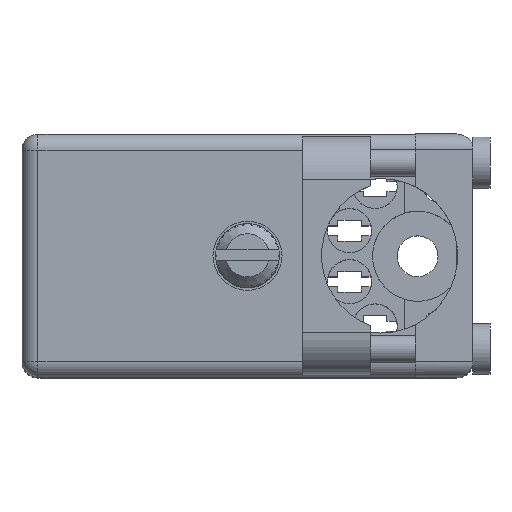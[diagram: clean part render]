
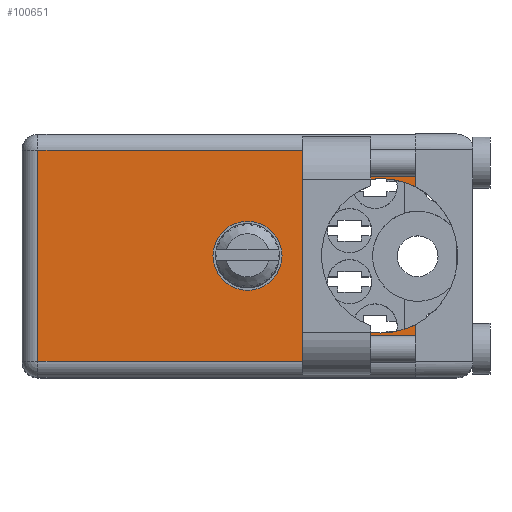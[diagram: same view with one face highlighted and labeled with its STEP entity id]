
A CAD part, top view. The second image highlights one B-rep face of the part: STEP entity #100651.
In plain terms, the highlighted face is planar.
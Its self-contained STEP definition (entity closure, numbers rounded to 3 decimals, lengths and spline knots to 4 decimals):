
#2144 = EDGE_CURVE ( 'NONE', #65676, #76473, #83259, .T. ) ;
#3608 = VECTOR ( 'NONE', #165961, 39.3701 ) ;
#4527 = CARTESIAN_POINT ( 'NONE',  ( 0.3905, 0.806, 0. ) ) ;
#5145 = DIRECTION ( 'NONE',  ( 0., 1., 0. ) ) ;
#6136 = DIRECTION ( 'NONE',  ( 0., 0., 1. ) ) ;
#6488 = DIRECTION ( 'NONE',  ( 0., 0., 1. ) ) ;
#10250 = LINE ( 'NONE', #65299, #3608 ) ;
#12607 = CARTESIAN_POINT ( 'NONE',  ( 0., 0.806, 0. ) ) ;
#12906 = VECTOR ( 'NONE', #79354, 39.3701 ) ;
#16280 = CIRCLE ( 'NONE', #97565, 0.1015 ) ;
#18585 = DIRECTION ( 'NONE',  ( -1., 0., 0. ) ) ;
#18674 = ORIENTED_EDGE ( 'NONE', *, *, #92447, .F. ) ;
#19539 = EDGE_LOOP ( 'NONE', ( #126007, #85418 ) ) ;
#25310 = CARTESIAN_POINT ( 'NONE',  ( 0.3905, 0.806, 0.227 ) ) ;
#25598 = DIRECTION ( 'NONE',  ( 0., 1., 0. ) ) ;
#27191 = VERTEX_POINT ( 'NONE', #134481 ) ;
#27430 = EDGE_CURVE ( 'NONE', #159037, #112326, #129881, .T. ) ;
#28290 = ORIENTED_EDGE ( 'NONE', *, *, #167189, .F. ) ;
#28308 = FACE_OUTER_BOUND ( 'NONE', #99848, .T. ) ;
#32023 = VERTEX_POINT ( 'NONE', #128447 ) ;
#34836 = AXIS2_PLACEMENT_3D ( 'NONE', #42177, #144048, #57888 ) ;
#35012 = VERTEX_POINT ( 'NONE', #139916 ) ;
#40449 = VECTOR ( 'NONE', #6136, 39.3701 ) ;
#42161 = DIRECTION ( 'NONE',  ( 0., 0., 1. ) ) ;
#42177 = CARTESIAN_POINT ( 'NONE',  ( 0.3905, 0.806, 0. ) ) ;
#45280 = AXIS2_PLACEMENT_3D ( 'NONE', #151413, #152037, #179183 ) ;
#47366 = CIRCLE ( 'NONE', #80327, 0.1015 ) ;
#49277 = DIRECTION ( 'NONE',  ( 0., 1., 0. ) ) ;
#56032 = EDGE_CURVE ( 'NONE', #186660, #27191, #174456, .T. ) ;
#57888 = DIRECTION ( 'NONE',  ( -1., 0., 0. ) ) ;
#65299 = CARTESIAN_POINT ( 'NONE',  ( 0.4925, 0.806, 0.3105 ) ) ;
#65676 = VERTEX_POINT ( 'NONE', #78945 ) ;
#71116 = DIRECTION ( 'NONE',  ( 0., 1., 0. ) ) ;
#75441 = CARTESIAN_POINT ( 'NONE',  ( 0.4925, 0.806, 0.3105 ) ) ;
#76473 = VERTEX_POINT ( 'NONE', #75441 ) ;
#77327 = CIRCLE ( 'NONE', #93749, 0.227 ) ;
#78945 = CARTESIAN_POINT ( 'NONE',  ( 0.4925, 0.806, 0.2028 ) ) ;
#79354 = DIRECTION ( 'NONE',  ( 0., 0., 1. ) ) ;
#79570 = ORIENTED_EDGE ( 'NONE', *, *, #2144, .F. ) ;
#80114 = LINE ( 'NONE', #104769, #120530 ) ;
#80327 = AXIS2_PLACEMENT_3D ( 'NONE', #108370, #49277, #6488 ) ;
#83259 = LINE ( 'NONE', #90506, #40449 ) ;
#85418 = ORIENTED_EDGE ( 'NONE', *, *, #172884, .F. ) ;
#87159 = CARTESIAN_POINT ( 'NONE',  ( 0., 0.806, -0.1015 ) ) ;
#90506 = CARTESIAN_POINT ( 'NONE',  ( 0.4925, 0.806, 0.3575 ) ) ;
#92447 = EDGE_CURVE ( 'NONE', #32023, #139798, #118170, .T. ) ;
#92955 = CARTESIAN_POINT ( 'NONE',  ( 0.3905, 0.806, 0. ) ) ;
#93749 = AXIS2_PLACEMENT_3D ( 'NONE', #92955, #25598, #110490 ) ;
#96487 = ORIENTED_EDGE ( 'NONE', *, *, #104163, .F. ) ;
#97565 = AXIS2_PLACEMENT_3D ( 'NONE', #12607, #71116, #42161 ) ;
#99848 = EDGE_LOOP ( 'NONE', ( #167806, #141921, #163553, #154163, #79570, #28290, #18674, #96487 ) ) ;
#100651 = ADVANCED_FACE ( 'NONE', ( #28308, #181409 ), #137547, .T. ) ;
#101594 = EDGE_CURVE ( 'NONE', #112326, #76473, #10250, .T. ) ;
#104163 = EDGE_CURVE ( 'NONE', #27191, #32023, #163224, .T. ) ;
#104416 = CARTESIAN_POINT ( 'NONE',  ( 0.4925, 0.806, 0.3575 ) ) ;
#104769 = CARTESIAN_POINT ( 'NONE',  ( -0.6625, 0.806, -0.3105 ) ) ;
#105650 = DIRECTION ( 'NONE',  ( 0., 0., 1. ) ) ;
#105798 = DIRECTION ( 'NONE',  ( -1., 0., 0. ) ) ;
#108370 = CARTESIAN_POINT ( 'NONE',  ( 0., 0.806, 0. ) ) ;
#110490 = DIRECTION ( 'NONE',  ( -1., 0., 0. ) ) ;
#112326 = VERTEX_POINT ( 'NONE', #176333 ) ;
#118170 = CIRCLE ( 'NONE', #152524, 0.227 ) ;
#120530 = VECTOR ( 'NONE', #18585, 39.3701 ) ;
#126007 = ORIENTED_EDGE ( 'NONE', *, *, #168604, .F. ) ;
#128447 = CARTESIAN_POINT ( 'NONE',  ( 0.3905, 0.806, -0.227 ) ) ;
#129881 = LINE ( 'NONE', #135318, #12906 ) ;
#134481 = CARTESIAN_POINT ( 'NONE',  ( 0.4925, 0.806, -0.2028 ) ) ;
#135318 = CARTESIAN_POINT ( 'NONE',  ( -0.6155, 0.806, -0.3575 ) ) ;
#137547 = PLANE ( 'NONE',  #45280 ) ;
#139798 = VERTEX_POINT ( 'NONE', #25310 ) ;
#139916 = CARTESIAN_POINT ( 'NONE',  ( 0., 0.806, 0.1015 ) ) ;
#141921 = ORIENTED_EDGE ( 'NONE', *, *, #144297, .T. ) ;
#144048 = DIRECTION ( 'NONE',  ( 0., 1., 0. ) ) ;
#144202 = VERTEX_POINT ( 'NONE', #87159 ) ;
#144297 = EDGE_CURVE ( 'NONE', #186660, #159037, #80114, .T. ) ;
#151413 = CARTESIAN_POINT ( 'NONE',  ( -0.6625, 0.806, -0.3575 ) ) ;
#152037 = DIRECTION ( 'NONE',  ( 0., 1., 0. ) ) ;
#152524 = AXIS2_PLACEMENT_3D ( 'NONE', #4527, #5145, #105798 ) ;
#154163 = ORIENTED_EDGE ( 'NONE', *, *, #101594, .T. ) ;
#159037 = VERTEX_POINT ( 'NONE', #175883 ) ;
#163224 = CIRCLE ( 'NONE', #34836, 0.227 ) ;
#163553 = ORIENTED_EDGE ( 'NONE', *, *, #27430, .T. ) ;
#165961 = DIRECTION ( 'NONE',  ( 1., 0., 0. ) ) ;
#167189 = EDGE_CURVE ( 'NONE', #139798, #65676, #77327, .T. ) ;
#167806 = ORIENTED_EDGE ( 'NONE', *, *, #56032, .F. ) ;
#168604 = EDGE_CURVE ( 'NONE', #35012, #144202, #16280, .T. ) ;
#172326 = CARTESIAN_POINT ( 'NONE',  ( 0.4925, 0.806, -0.3105 ) ) ;
#172884 = EDGE_CURVE ( 'NONE', #144202, #35012, #47366, .T. ) ;
#174273 = VECTOR ( 'NONE', #105650, 39.3701 ) ;
#174456 = LINE ( 'NONE', #104416, #174273 ) ;
#175883 = CARTESIAN_POINT ( 'NONE',  ( -0.6155, 0.806, -0.3105 ) ) ;
#176333 = CARTESIAN_POINT ( 'NONE',  ( -0.6155, 0.806, 0.3105 ) ) ;
#179183 = DIRECTION ( 'NONE',  ( -1., 0., 0. ) ) ;
#181409 = FACE_BOUND ( 'NONE', #19539, .T. ) ;
#186660 = VERTEX_POINT ( 'NONE', #172326 ) ;
